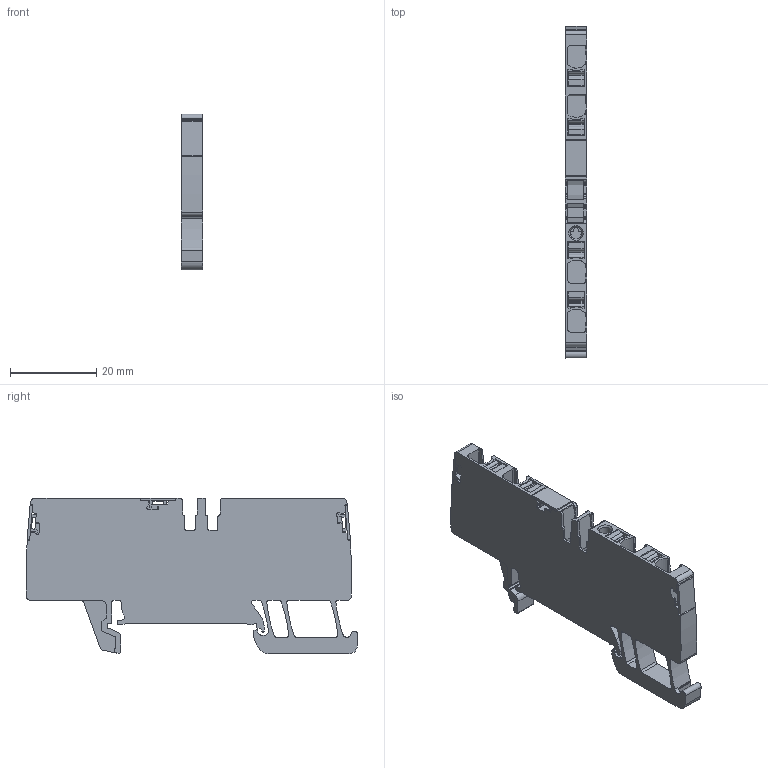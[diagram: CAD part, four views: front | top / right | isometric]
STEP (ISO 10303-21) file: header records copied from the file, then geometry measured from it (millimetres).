
FILE_DESCRIPTION(('CATIA V5 STEP Exchange','CAx-IF Rec.Pracs.--- Model Styling and Organization---1.4--- 2014-01-23'),'2;1');
FILE_NAME ('1333508-1_0', '2021-03-11T11:02:48+00:00', ('none'), ('Weidmueller'), 'CATIA Version 5-6 Release 2016 SP3 HF44', 'CATIA V5 STEP AP214', 'none');
FILE_SCHEMA(('AUTOMOTIVE_DESIGN { 1 0 10303 214 1 1 1 1 }'));
Length unit declared in the file: millimetre
Products named in the file (1): 2799160000
Bounding box: 5.1 x 77.04 x 36.2 mm (x, y, z)
Volume: 9384.3 mm3; surface area: 7516.4 mm2
Topology: 8 solids, 8 shells, 624 faces, 1816 edges, 1218 vertices
Faces by surface type: plane 341, cylinder 243, extrusion 38, cone 2
Entity records: 20683 total; most frequent: CARTESIAN_POINT 4522, ORIENTED_EDGE 3632, DIRECTION 2742, EDGE_CURVE 1816, VECTOR 1261, LINE 1223, VERTEX_POINT 1218, AXIS2_PLACEMENT_3D 987
